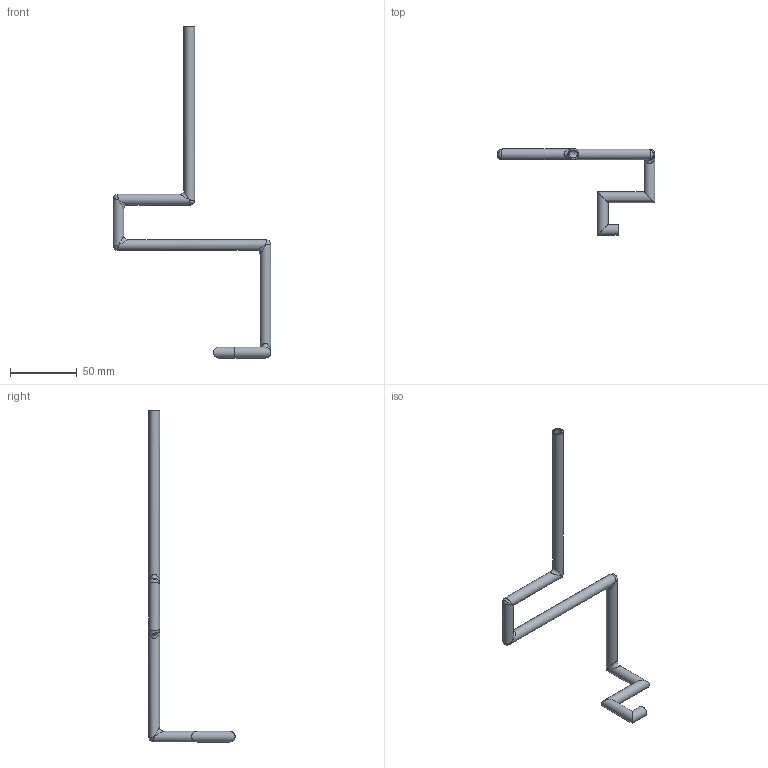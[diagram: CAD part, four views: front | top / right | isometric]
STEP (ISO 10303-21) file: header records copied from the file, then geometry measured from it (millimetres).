
FILE_DESCRIPTION(/* description */ (''),/* implementation_level */ '2;1');
FILE_NAME(/* name */ 'змея.stp',/* time_stamp */ '2023-02-19T00:40:47+03:00',/* author */ ('Tasya'),/* organization */ (''),/* preprocessor_version */ 'ST-DEVELOPER v18.1',/* originating_system */ 'Autodesk Inventor 2021',/* authorisation */ '');
FILE_SCHEMA (('AUTOMOTIVE_DESIGN { 1 0 10303 214 3 1 1 }'));
Length unit declared in the file: millimetre
Products named in the file (1): змея
Bounding box: 118 x 64.5 x 248.5 mm (x, y, z)
Volume: 11222.2 mm3; surface area: 22431.9 mm2
Topology: 1 solids, 1 shells, 30 faces, 104 edges, 56 vertices
Faces by surface type: cylinder 18, bspline 10, plane 2
Full cylindrical faces by diameter (mm): 6 x9, 8 x9
Entity records: 1569 total; most frequent: CARTESIAN_POINT 711, DIRECTION 192, ORIENTED_EDGE 168, AXIS2_PLACEMENT_3D 87, EDGE_CURVE 84, ELLIPSE 60, VERTEX_POINT 56, EDGE_LOOP 32
